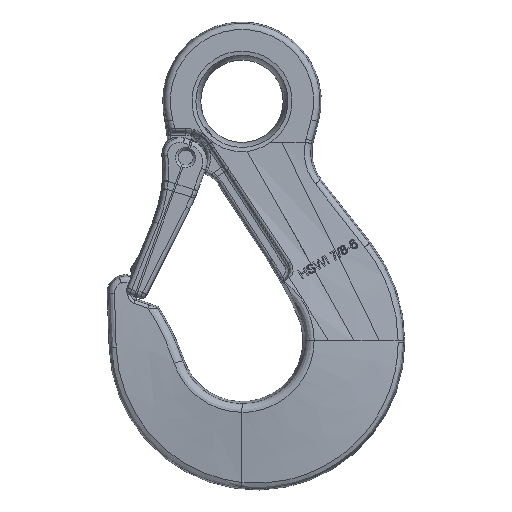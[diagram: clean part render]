
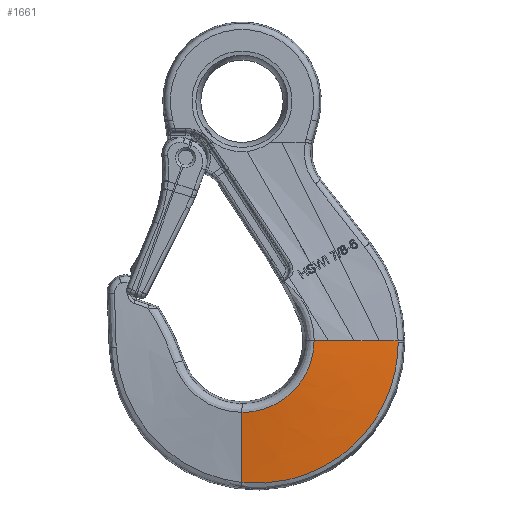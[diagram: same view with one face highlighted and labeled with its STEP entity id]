
A CAD part, top view. The second image highlights one B-rep face of the part: STEP entity #1661.
In plain terms, the highlighted free-form (B-spline) face has degree [1, 3] with [2, 24] control points.
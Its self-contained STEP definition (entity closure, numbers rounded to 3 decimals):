
#524=B_SPLINE_SURFACE_WITH_KNOTS('',1,3,((#23053,#23054,#23055,#23056,#23057,
#23058,#23059,#23060,#23061,#23062,#23063,#23064,#23065,#23066,#23067,#23068,
#23069,#23070,#23071,#23072,#23073,#23074,#23075,#23076),(#23077,#23078,
#23079,#23080,#23081,#23082,#23083,#23084,#23085,#23086,#23087,#23088,#23089,
#23090,#23091,#23092,#23093,#23094,#23095,#23096,#23097,#23098,#23099,#23100)),
 .UNSPECIFIED.,.F.,.F.,.F.,(2,2),(4,1,1,1,1,1,1,1,1,1,1,1,1,1,1,1,1,1,1,
1,1,4),(0.,1.),(0.,0.063,0.125,0.188,0.25,0.313,0.328,0.344,0.375,
0.438,0.5,0.563,0.625,0.688,0.75,0.813,0.875,0.906,0.922,0.93,
0.938,1.),.UNSPECIFIED.);
#1661=ADVANCED_FACE('',(#2545),#524,.F.);
#2545=FACE_OUTER_BOUND('',#3307,.T.);
#3307=EDGE_LOOP('',(#6453,#6454,#6455,#6456,#6457,#6458,#6459,#6460));
#4063=B_SPLINE_CURVE_WITH_KNOTS('',1,(#21648,#21649),.UNSPECIFIED.,.F.,
 .F.,(2,2),(0.,1.),.UNSPECIFIED.);
#4094=B_SPLINE_CURVE_WITH_KNOTS('',1,(#21868,#21869),.UNSPECIFIED.,.F.,
 .F.,(2,2),(0.,1.),.UNSPECIFIED.);
#4124=B_SPLINE_CURVE_WITH_KNOTS('',1,(#22167,#22168),.UNSPECIFIED.,.F.,
 .F.,(2,2),(0.,1.),.UNSPECIFIED.);
#4187=B_SPLINE_CURVE_WITH_KNOTS('',1,(#22794,#22795),.UNSPECIFIED.,.F.,
 .F.,(2,2),(0.,1.),.UNSPECIFIED.);
#4200=B_SPLINE_CURVE_WITH_KNOTS('',1,(#22909,#22910),.UNSPECIFIED.,.F.,
 .F.,(2,2),(0.,1.),.UNSPECIFIED.);
#4204=B_SPLINE_CURVE_WITH_KNOTS('',3,(#23021,#23022,#23023,#23024,#23025,
#23026,#23027,#23028,#23029,#23030),.UNSPECIFIED.,.F.,.F.,(4,2,2,2,4),(0.,
0.25,0.5,0.75,1.),.UNSPECIFIED.);
#4205=B_SPLINE_CURVE_WITH_KNOTS('',3,(#23031,#23032,#23033,#23034,#23035,
#23036,#23037,#23038,#23039,#23040,#23041,#23042,#23043,#23044),
 .UNSPECIFIED.,.F.,.F.,(4,2,2,2,2,2,4),(0.,0.25,0.5,0.625,0.75,0.875,1.),
 .UNSPECIFIED.);
#4206=B_SPLINE_CURVE_WITH_KNOTS('',3,(#23046,#23047,#23048,#23049,#23050,
#23051,#23052),.UNSPECIFIED.,.F.,.F.,(4,3,4),(0.,1.,1.),
 .UNSPECIFIED.);
#6453=ORIENTED_EDGE('',*,*,#10094,.F.);
#6454=ORIENTED_EDGE('',*,*,#10224,.T.);
#6455=ORIENTED_EDGE('',*,*,#10220,.T.);
#6456=ORIENTED_EDGE('',*,*,#10225,.T.);
#6457=ORIENTED_EDGE('',*,*,#10226,.T.);
#6458=ORIENTED_EDGE('',*,*,#10025,.F.);
#6459=ORIENTED_EDGE('',*,*,#10207,.F.);
#6460=ORIENTED_EDGE('',*,*,#10057,.F.);
#8634=VERTEX_POINT('',#21647);
#8635=VERTEX_POINT('',#21650);
#8666=VERTEX_POINT('',#21867);
#8667=VERTEX_POINT('',#21870);
#8698=VERTEX_POINT('',#22166);
#8809=VERTEX_POINT('',#22908);
#8810=VERTEX_POINT('',#22911);
#8813=VERTEX_POINT('',#23045);
#10025=EDGE_CURVE('',#8634,#8635,#4063,.T.);
#10057=EDGE_CURVE('',#8666,#8667,#4094,.T.);
#10094=EDGE_CURVE('',#8698,#8666,#4124,.T.);
#10207=EDGE_CURVE('',#8667,#8634,#4187,.T.);
#10220=EDGE_CURVE('',#8810,#8809,#4200,.T.);
#10224=EDGE_CURVE('',#8698,#8810,#4204,.T.);
#10225=EDGE_CURVE('',#8809,#8813,#4205,.T.);
#10226=EDGE_CURVE('',#8813,#8635,#4206,.T.);
#21647=CARTESIAN_POINT('',(45.048,0.,7.109));
#21648=CARTESIAN_POINT('',(45.048,0.,7.109));
#21649=CARTESIAN_POINT('',(51.225,0.,6.222));
#21650=CARTESIAN_POINT('',(51.225,0.,6.222));
#21867=CARTESIAN_POINT('',(28.349,0.,9.51));
#21868=CARTESIAN_POINT('',(28.349,0.,9.51));
#21869=CARTESIAN_POINT('',(36.699,0.,8.31));
#21870=CARTESIAN_POINT('',(36.699,0.,8.31));
#22166=CARTESIAN_POINT('',(23.679,0.,10.181));
#22167=CARTESIAN_POINT('',(23.679,0.,10.181));
#22168=CARTESIAN_POINT('',(28.349,0.,9.51));
#22794=CARTESIAN_POINT('',(36.699,0.,8.31));
#22795=CARTESIAN_POINT('',(45.048,0.,7.109));
#22908=CARTESIAN_POINT('',(0.,-46.542,6.203));
#22909=CARTESIAN_POINT('',(0.,-23.535,9.163));
#22910=CARTESIAN_POINT('',(0.,-46.542,6.203));
#22911=CARTESIAN_POINT('',(0.,-23.535,9.163));
#23021=CARTESIAN_POINT('',(23.679,0.,10.181));
#23022=CARTESIAN_POINT('',(23.662,-3.098,10.081));
#23023=CARTESIAN_POINT('',(23.03,-6.214,10.049));
#23024=CARTESIAN_POINT('',(20.657,-11.882,9.901));
#23025=CARTESIAN_POINT('',(18.886,-14.506,9.795));
#23026=CARTESIAN_POINT('',(14.52,-18.849,9.641));
#23027=CARTESIAN_POINT('',(11.898,-20.597,9.561));
#23028=CARTESIAN_POINT('',(6.177,-22.952,9.397));
#23029=CARTESIAN_POINT('',(3.097,-23.554,9.294));
#23030=CARTESIAN_POINT('',(0.,-23.535,9.163));
#23031=CARTESIAN_POINT('',(0.,-46.542,6.203));
#23032=CARTESIAN_POINT('',(6.408,-47.228,6.207));
#23033=CARTESIAN_POINT('',(13.043,-46.54,6.208));
#23034=CARTESIAN_POINT('',(25.33,-42.556,6.208));
#23035=CARTESIAN_POINT('',(31.08,-39.236,6.208));
#23036=CARTESIAN_POINT('',(38.263,-32.778,6.209));
#23037=CARTESIAN_POINT('',(40.456,-30.348,6.209));
#23038=CARTESIAN_POINT('',(44.272,-25.101,6.211));
#23039=CARTESIAN_POINT('',(45.884,-22.313,6.213));
#23040=CARTESIAN_POINT('',(48.519,-16.41,6.216));
#23041=CARTESIAN_POINT('',(49.537,-13.28,6.216));
#23042=CARTESIAN_POINT('',(50.88,-6.976,6.218));
#23043=CARTESIAN_POINT('',(51.223,-3.768,6.219));
#23044=CARTESIAN_POINT('',(51.227,-0.502,6.221));
#23045=CARTESIAN_POINT('',(51.227,-0.502,6.221));
#23046=CARTESIAN_POINT('',(51.227,-0.502,6.221));
#23047=CARTESIAN_POINT('',(51.227,-0.334,6.221));
#23048=CARTESIAN_POINT('',(51.227,-0.167,6.222));
#23049=CARTESIAN_POINT('',(51.225,0.,6.222));
#23050=CARTESIAN_POINT('',(51.225,0.,6.222));
#23051=CARTESIAN_POINT('',(51.225,0.,6.222));
#23052=CARTESIAN_POINT('',(51.225,0.,6.222));
#23053=CARTESIAN_POINT('',(20.,0.,10.71));
#23054=CARTESIAN_POINT('',(20.018,-0.665,10.679));
#23055=CARTESIAN_POINT('',(19.978,-1.993,10.634));
#23056=CARTESIAN_POINT('',(19.711,-3.957,10.579));
#23057=CARTESIAN_POINT('',(19.253,-5.865,10.522));
#23058=CARTESIAN_POINT('',(18.616,-7.694,10.465));
#23059=CARTESIAN_POINT('',(18.021,-8.988,10.415));
#23060=CARTESIAN_POINT('',(17.583,-9.817,10.375));
#23061=CARTESIAN_POINT('',(17.277,-10.371,10.342));
#23062=CARTESIAN_POINT('',(16.695,-11.322,10.297));
#23063=CARTESIAN_POINT('',(15.743,-12.637,10.243));
#23064=CARTESIAN_POINT('',(14.424,-14.118,10.183));
#23065=CARTESIAN_POINT('',(12.94,-15.475,10.122));
#23066=CARTESIAN_POINT('',(11.311,-16.684,10.061));
#23067=CARTESIAN_POINT('',(9.561,-17.722,10.));
#23068=CARTESIAN_POINT('',(7.716,-18.572,9.939));
#23069=CARTESIAN_POINT('',(5.808,-19.226,9.878));
#23070=CARTESIAN_POINT('',(4.191,-19.605,9.823));
#23071=CARTESIAN_POINT('',(3.058,-19.786,9.778));
#23072=CARTESIAN_POINT('',(2.491,-19.86,9.747));
#23073=CARTESIAN_POINT('',(2.168,-19.899,9.724));
#23074=CARTESIAN_POINT('',(1.361,-19.976,9.687));
#23075=CARTESIAN_POINT('',(0.637,-20.005,9.652));
#23076=CARTESIAN_POINT('',(0.,-20.,9.618));
#23077=CARTESIAN_POINT('',(53.398,0.,5.909));
#23078=CARTESIAN_POINT('',(53.415,-1.531,5.91));
#23079=CARTESIAN_POINT('',(53.305,-4.662,5.911));
#23080=CARTESIAN_POINT('',(52.652,-9.494,5.912));
#23081=CARTESIAN_POINT('',(51.473,-14.386,5.913));
#23082=CARTESIAN_POINT('',(49.74,-19.255,5.913));
#23083=CARTESIAN_POINT('',(48.019,-22.819,5.914));
#23084=CARTESIAN_POINT('',(46.701,-25.127,5.914));
#23085=CARTESIAN_POINT('',(45.778,-26.646,5.914));
#23086=CARTESIAN_POINT('',(44.045,-29.249,5.914));
#23087=CARTESIAN_POINT('',(41.245,-32.781,5.915));
#23088=CARTESIAN_POINT('',(37.421,-36.63,5.915));
#23089=CARTESIAN_POINT('',(33.205,-40.018,5.916));
#23090=CARTESIAN_POINT('',(28.683,-42.89,5.916));
#23091=CARTESIAN_POINT('',(23.949,-45.213,5.917));
#23092=CARTESIAN_POINT('',(19.097,-46.976,5.917));
#23093=CARTESIAN_POINT('',(14.22,-48.188,5.917));
#23094=CARTESIAN_POINT('',(10.204,-48.76,5.918));
#23095=CARTESIAN_POINT('',(7.452,-48.948,5.918));
#23096=CARTESIAN_POINT('',(6.095,-48.991,5.918));
#23097=CARTESIAN_POINT('',(5.326,-49.002,5.918));
#23098=CARTESIAN_POINT('',(3.386,-49.007,5.919));
#23099=CARTESIAN_POINT('',(1.604,-48.916,5.919));
#23100=CARTESIAN_POINT('',(0.,-48.752,5.919));
